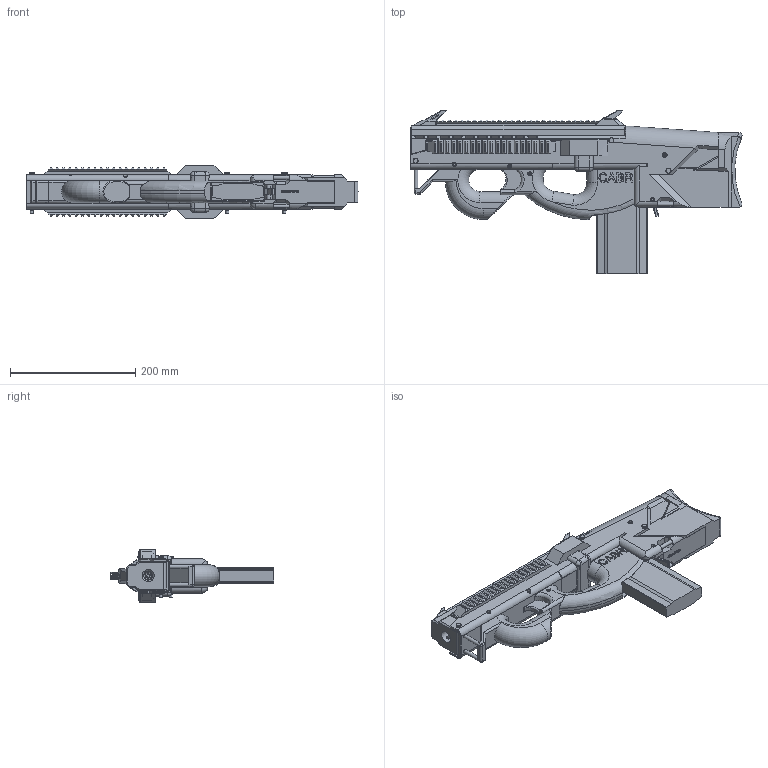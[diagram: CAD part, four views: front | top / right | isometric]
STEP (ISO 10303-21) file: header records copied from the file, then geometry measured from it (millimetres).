
FILE_DESCRIPTION(/* description */ (''),/* implementation_level */ '2;1');
FILE_NAME(/* name */ 'CABR.step',/* time_stamp */ '2019-08-03T22:03:23-04:00',/* author */ (''),/* organization */ (''),/* preprocessor_version */ 'ST-DEVELOPER v18',/* originating_system */ 'Autodesk Translation Framework v8.2.0.1029',/* authorisation */ '');
FILE_SCHEMA (('AUTOMOTIVE_DESIGN { 1 0 10303 214 3 1 1 }'));
Products named in the file (31): CABR; Receiver; Trigger; FlywheelCage; NerfMagazine; Barrel; MagRelease; FTW-Solenoid-by-MeakerIV v3; Frame Back Plate; Frame Plate; Magnet Body; Core; C-Ring; pusher; 98330A125; Stock; Rail; 180 Motor v6; 180 Motor v6 (1); 180Motor; Microswitch v2; Microswitch; Case; NCTab; ComTab; NOTab; Lid; Button; CC-Infernal-Flywheel v3; CC-Infernal-Flywheel v3 (1); CC-Inferno
Assembly tree (36 placements, depth 4):
  CABR
    Receiver
    Trigger
    FlywheelCage
    NerfMagazine
    Barrel
    MagRelease
    FTW-Solenoid-by-MeakerIV v3
      Frame Back Plate
      Frame Plate
      Magnet Body
      Core
        C-Ring
      pusher
    98330A125  x3
    Stock
    Rail  x2
    180 Motor v6
      180Motor
    180 Motor v6 (1)
      180Motor
    Microswitch v2  x2
      Microswitch
        Case
        NCTab
        ComTab
        NOTab
        Lid
        Button
    CC-Infernal-Flywheel v3
      CC-Inferno
    CC-Infernal-Flywheel v3 (1)
      CC-Inferno
Bounding box: 529.12 x 260.33 x 85 mm (x, y, z)
Volume: 2243821.2 mm3; surface area: 561358.6 mm2
Topology: 40 solids, 42 shells, 2132 faces, 5539 edges, 3538 vertices
Faces by surface type: plane 1427, cylinder 367, bspline 240, cone 49, torus 36, sphere 13
Full cylindrical faces by diameter (mm): 1.5 x6, 1.8 x2, 2 x7, 2.381 x15, 2.4 x4, 3 x9, 3.175 x8, 3.5 x4, 4 x7, 4.25 x1, 4.5 x3, 4.6 x11, 4.763 x9, 5 x2, 5.05 x2, 5.08 x3, 5.2 x2, 5.25 x10, 5.712 x2, 6 x4, 6.15 x2, 6.3 x2, 6.5 x6, 7 x10, 8 x1, 8.306 x3, 9 x1, 13 x1, 14 x1, 14.859 x4
Entity records: 62132 total; most frequent: CARTESIAN_POINT 17484, ORIENTED_EDGE 9536, DIRECTION 8176, EDGE_CURVE 4768, LINE 3404, VECTOR 3404, VERTEX_POINT 3047, AXIS2_PLACEMENT_3D 2386
